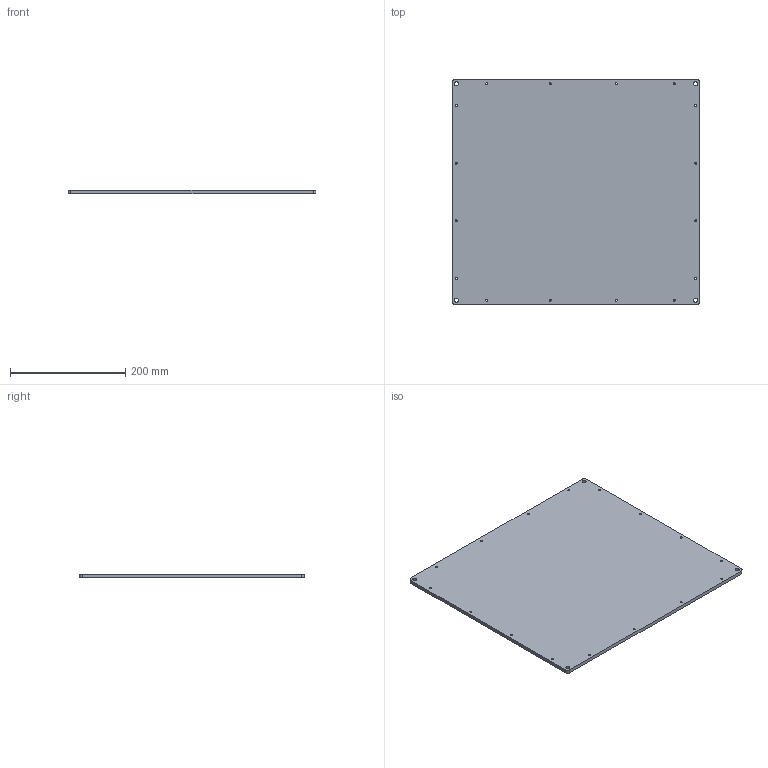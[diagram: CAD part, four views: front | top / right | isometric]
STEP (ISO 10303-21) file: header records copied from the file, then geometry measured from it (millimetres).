
FILE_DESCRIPTION(/* description */ (''),/* implementation_level */ '2;1');
FILE_NAME(/* name */ 'Back v1.step',/* time_stamp */ '2020-10-20T17:26:36+01:00',/* author */ (''),/* organization */ (''),/* preprocessor_version */ 'ST-DEVELOPER v18.1',/* originating_system */ 'Autodesk Translation Framework v9.3.0.1241',/* authorisation */ '');
FILE_SCHEMA (('AUTOMOTIVE_DESIGN { 1 0 10303 214 3 1 1 }'));
Length unit declared in the file: millimetre
Products named in the file (1): Back
Bounding box: 429.97 x 390 x 6.35 mm (x, y, z)
Volume: 1062730.4 mm3; surface area: 346753.1 mm2
Topology: 1 solids, 1 shells, 30 faces, 84 edges, 56 vertices
Faces by surface type: cylinder 24, plane 6
Full cylindrical faces by diameter (mm): 3.5 x16, 7 x4
Entity records: 1109 total; most frequent: DIRECTION 194, CARTESIAN_POINT 171, ORIENTED_EDGE 168, EDGE_CURVE 84, AXIS2_PLACEMENT_3D 79, EDGE_LOOP 70, VERTEX_POINT 56, CIRCLE 48
